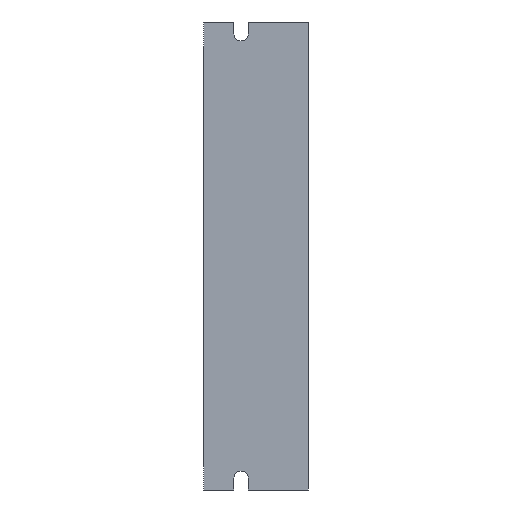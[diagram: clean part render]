
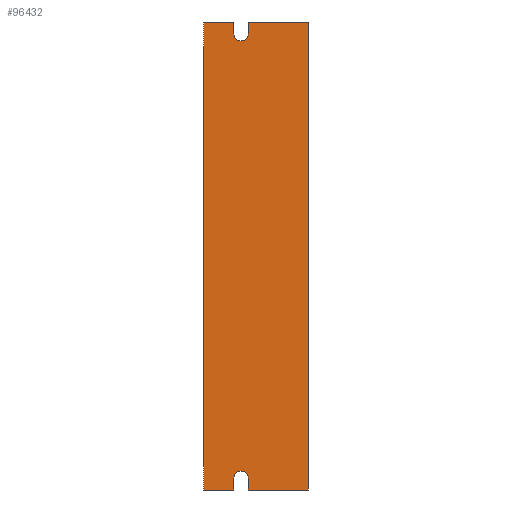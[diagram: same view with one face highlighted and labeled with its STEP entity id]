
A CAD part, left-side view. The second image highlights one B-rep face of the part: STEP entity #96432.
In plain terms, the highlighted planar face has unit normal (-1, 0, 0).
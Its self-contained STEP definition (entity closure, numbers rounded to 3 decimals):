
#471 = PLANE ( 'NONE',  #36298 ) ;
#1765 = DIRECTION ( 'NONE',  ( -1., 0., 0. ) ) ;
#2499 = VERTEX_POINT ( 'NONE', #37167 ) ;
#3214 = EDGE_CURVE ( 'NONE', #120980, #99406, #50188, .T. ) ;
#4373 = VERTEX_POINT ( 'NONE', #118028 ) ;
#5404 = ORIENTED_EDGE ( 'NONE', *, *, #66913, .T. ) ;
#5421 = CARTESIAN_POINT ( 'NONE',  ( -0.5, 15.7, -69. ) ) ;
#8470 = VECTOR ( 'NONE', #35079, 1000. ) ;
#11511 = CARTESIAN_POINT ( 'NONE',  ( -0.5, 28.8, -69. ) ) ;
#12236 = DIRECTION ( 'NONE',  ( 0., 1., 0. ) ) ;
#15361 = VERTEX_POINT ( 'NONE', #70143 ) ;
#16333 = CARTESIAN_POINT ( 'NONE',  ( -0.5, -2., 69. ) ) ;
#19553 = LINE ( 'NONE', #86708, #68674 ) ;
#20585 = DIRECTION ( 'NONE',  ( 0., 0., 1. ) ) ;
#21800 = EDGE_CURVE ( 'NONE', #2499, #52666, #19553, .T. ) ;
#22294 = CARTESIAN_POINT ( 'NONE',  ( -0.5, 28.8, -69. ) ) ;
#25213 = CARTESIAN_POINT ( 'NONE',  ( -0.5, 15.7, -69. ) ) ;
#25785 = LINE ( 'NONE', #125827, #45723 ) ;
#27346 = EDGE_CURVE ( 'NONE', #52666, #100798, #45984, .T. ) ;
#28421 = LINE ( 'NONE', #11511, #80687 ) ;
#28803 = DIRECTION ( 'NONE',  ( 0., 1., 0. ) ) ;
#31503 = CARTESIAN_POINT ( 'NONE',  ( -0.5, 0., 69. ) ) ;
#31796 = ORIENTED_EDGE ( 'NONE', *, *, #100342, .T. ) ;
#34567 = VERTEX_POINT ( 'NONE', #105763 ) ;
#34978 = VECTOR ( 'NONE', #68995, 1000. ) ;
#35079 = DIRECTION ( 'NONE',  ( 0., -1., 0. ) ) ;
#35842 = ORIENTED_EDGE ( 'NONE', *, *, #108439, .T. ) ;
#36298 = AXIS2_PLACEMENT_3D ( 'NONE', #109501, #1765, #70373 ) ;
#37167 = CARTESIAN_POINT ( 'NONE',  ( -0.5, 15.7, 69. ) ) ;
#39822 = CARTESIAN_POINT ( 'NONE',  ( -0.5, 19.9, -69. ) ) ;
#43231 = ORIENTED_EDGE ( 'NONE', *, *, #96365, .T. ) ;
#45723 = VECTOR ( 'NONE', #66959, 1000. ) ;
#45984 = CIRCLE ( 'NONE', #110914, 2.1 ) ;
#47062 = EDGE_CURVE ( 'NONE', #48631, #99406, #28421, .T. ) ;
#47272 = CIRCLE ( 'NONE', #104676, 2.1 ) ;
#47713 = VECTOR ( 'NONE', #71843, 1000. ) ;
#48631 = VERTEX_POINT ( 'NONE', #22294 ) ;
#50091 = DIRECTION ( 'NONE',  ( 1., 0., 0. ) ) ;
#50188 = LINE ( 'NONE', #87309, #102598 ) ;
#51034 = LINE ( 'NONE', #52247, #77231 ) ;
#52247 = CARTESIAN_POINT ( 'NONE',  ( -0.5, 15.7, -65.5 ) ) ;
#52651 = DIRECTION ( 'NONE',  ( 0., 0., -1. ) ) ;
#52666 = VERTEX_POINT ( 'NONE', #62910 ) ;
#54459 = CARTESIAN_POINT ( 'NONE',  ( -0.5, 27.3, -69. ) ) ;
#55551 = CARTESIAN_POINT ( 'NONE',  ( -0.5, 19.9, -69. ) ) ;
#55645 = VECTOR ( 'NONE', #12236, 1000. ) ;
#56582 = EDGE_CURVE ( 'NONE', #75311, #4373, #25785, .T. ) ;
#57957 = CARTESIAN_POINT ( 'NONE',  ( -0.5, 17.8, -65.5 ) ) ;
#60727 = LINE ( 'NONE', #25213, #8470 ) ;
#62910 = CARTESIAN_POINT ( 'NONE',  ( -0.5, 15.7, 65.5 ) ) ;
#63799 = CARTESIAN_POINT ( 'NONE',  ( -0.5, 19.9, 65.5 ) ) ;
#64379 = DIRECTION ( 'NONE',  ( 0., -1., 0. ) ) ;
#66452 = ORIENTED_EDGE ( 'NONE', *, *, #27346, .T. ) ;
#66913 = EDGE_CURVE ( 'NONE', #74251, #4373, #60727, .T. ) ;
#66959 = DIRECTION ( 'NONE',  ( 0., 0., -1. ) ) ;
#67822 = DIRECTION ( 'NONE',  ( 0., 0., 1. ) ) ;
#68674 = VECTOR ( 'NONE', #96616, 1000. ) ;
#68995 = DIRECTION ( 'NONE',  ( 0., 0., 1. ) ) ;
#70143 = CARTESIAN_POINT ( 'NONE',  ( -0.5, 15.7, -65.5 ) ) ;
#70373 = DIRECTION ( 'NONE',  ( 0., 0., 1. ) ) ;
#70989 = EDGE_LOOP ( 'NONE', ( #5404, #72378, #83209, #93640, #66452, #96322, #123917, #121065, #31796, #35842, #43231, #78829 ) ) ;
#71843 = DIRECTION ( 'NONE',  ( 0., 0., 1. ) ) ;
#72378 = ORIENTED_EDGE ( 'NONE', *, *, #56582, .F. ) ;
#74251 = VERTEX_POINT ( 'NONE', #5421 ) ;
#75311 = VERTEX_POINT ( 'NONE', #16333 ) ;
#77024 = LINE ( 'NONE', #81309, #47713 ) ;
#77231 = VECTOR ( 'NONE', #52651, 1000. ) ;
#78829 = ORIENTED_EDGE ( 'NONE', *, *, #117832, .T. ) ;
#79191 = CARTESIAN_POINT ( 'NONE',  ( -0.5, 28.8, 69. ) ) ;
#80273 = CARTESIAN_POINT ( 'NONE',  ( -0.5, 19.9, 69. ) ) ;
#80687 = VECTOR ( 'NONE', #20585, 1000. ) ;
#81309 = CARTESIAN_POINT ( 'NONE',  ( -0.5, 19.9, 65.5 ) ) ;
#83209 = ORIENTED_EDGE ( 'NONE', *, *, #118443, .T. ) ;
#86708 = CARTESIAN_POINT ( 'NONE',  ( -0.5, 15.7, 69. ) ) ;
#87309 = CARTESIAN_POINT ( 'NONE',  ( -0.5, 19.9, 69. ) ) ;
#90135 = VECTOR ( 'NONE', #64379, 1000. ) ;
#93215 = LINE ( 'NONE', #54459, #90135 ) ;
#93640 = ORIENTED_EDGE ( 'NONE', *, *, #21800, .T. ) ;
#96322 = ORIENTED_EDGE ( 'NONE', *, *, #98625, .T. ) ;
#96365 = EDGE_CURVE ( 'NONE', #34567, #15361, #47272, .T. ) ;
#96432 = ADVANCED_FACE ( 'NONE', ( #110375 ), #471, .T. ) ;
#96616 = DIRECTION ( 'NONE',  ( 0., 0., -1. ) ) ;
#98625 = EDGE_CURVE ( 'NONE', #100798, #120980, #77024, .T. ) ;
#99406 = VERTEX_POINT ( 'NONE', #79191 ) ;
#100342 = EDGE_CURVE ( 'NONE', #48631, #110258, #93215, .T. ) ;
#100798 = VERTEX_POINT ( 'NONE', #63799 ) ;
#102598 = VECTOR ( 'NONE', #28803, 1000. ) ;
#104676 = AXIS2_PLACEMENT_3D ( 'NONE', #57957, #126706, #67822 ) ;
#105763 = CARTESIAN_POINT ( 'NONE',  ( -0.5, 19.9, -65.5 ) ) ;
#107936 = LINE ( 'NONE', #31503, #55645 ) ;
#108439 = EDGE_CURVE ( 'NONE', #110258, #34567, #110331, .T. ) ;
#109032 = CARTESIAN_POINT ( 'NONE',  ( -0.5, 17.8, 65.5 ) ) ;
#109501 = CARTESIAN_POINT ( 'NONE',  ( -0.5, 17.8, 65.5 ) ) ;
#110258 = VERTEX_POINT ( 'NONE', #55551 ) ;
#110331 = LINE ( 'NONE', #39822, #34978 ) ;
#110375 = FACE_OUTER_BOUND ( 'NONE', #70989, .T. ) ;
#110914 = AXIS2_PLACEMENT_3D ( 'NONE', #109032, #50091, #118896 ) ;
#117832 = EDGE_CURVE ( 'NONE', #15361, #74251, #51034, .T. ) ;
#118028 = CARTESIAN_POINT ( 'NONE',  ( -0.5, -2., -69. ) ) ;
#118443 = EDGE_CURVE ( 'NONE', #75311, #2499, #107936, .T. ) ;
#118896 = DIRECTION ( 'NONE',  ( 0., 0., 1. ) ) ;
#120980 = VERTEX_POINT ( 'NONE', #80273 ) ;
#121065 = ORIENTED_EDGE ( 'NONE', *, *, #47062, .F. ) ;
#123917 = ORIENTED_EDGE ( 'NONE', *, *, #3214, .T. ) ;
#125827 = CARTESIAN_POINT ( 'NONE',  ( -0.5, -2., 69. ) ) ;
#126706 = DIRECTION ( 'NONE',  ( 1., 0., 0. ) ) ;
